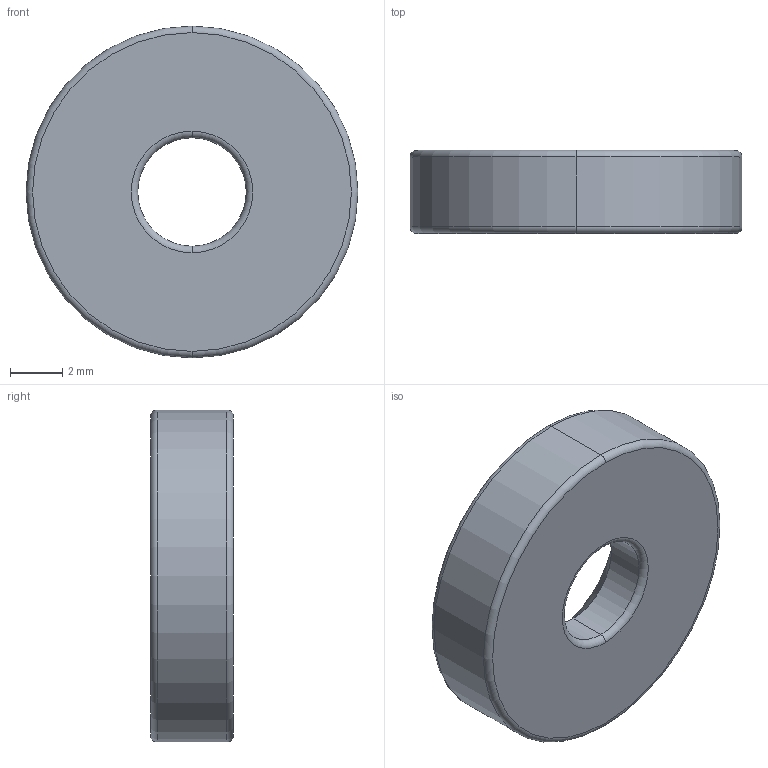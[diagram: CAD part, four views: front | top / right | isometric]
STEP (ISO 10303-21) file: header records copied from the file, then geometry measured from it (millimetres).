
FILE_DESCRIPTION (( 'STEP AP203' ), '1' );
FILE_NAME ('RING MAGNET 02.20_Default_sldprt.STEP', '2020-02-25T18:05:17', ( 'WinAdmin User' ), ( 'MathWorks' ), 'SwSTEP 2.0', 'SolidWorks 2019', '' );
FILE_SCHEMA (( 'CONFIG_CONTROL_DESIGN' ));
Length unit declared in the file: millimetre
Products named in the file (1): RING MAGNET 02.20_Default_sldprt
Bounding box: 12.7 x 3.17 x 12.7 mm (x, y, z)
Volume: 338.2 mm3; surface area: 375.2 mm2
Topology: 1 solids, 1 shells, 16 faces, 32 edges, 18 vertices
Faces by surface type: torus 8, cylinder 4, cone 2, plane 2
Entity records: 503 total; most frequent: DIRECTION 92, CARTESIAN_POINT 67, ORIENTED_EDGE 64, AXIS2_PLACEMENT_3D 43, EDGE_CURVE 32, CIRCLE 26, EDGE_LOOP 18, VERTEX_POINT 18
